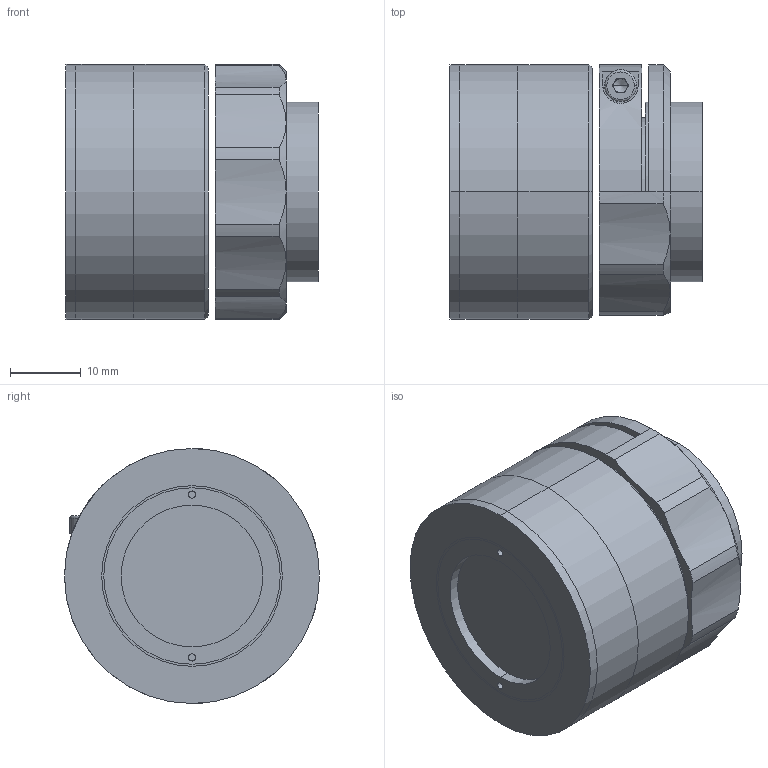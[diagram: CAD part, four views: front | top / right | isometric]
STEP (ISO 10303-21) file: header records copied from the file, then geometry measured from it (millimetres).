
FILE_DESCRIPTION (( 'STEP AP203' ), '1' );
FILE_NAME ('XF-MH04X82.STEP', '2020-04-10T08:19:31', ( 'puyufan' ), ( '' ), 'SwSTEP 2.0', 'SolidWorks 2014', '' );
FILE_SCHEMA (( 'CONFIG_CONTROL_DESIGN' ));
Length unit declared in the file: millimetre
Products named in the file (1): XF-MH04X82
Bounding box: 35.59 x 36 x 36 mm (x, y, z)
Surface area: 10414.5 mm2 (no closed solid volume)
Topology: 0 solids, 9 shells, 81 faces, 220 edges, 149 vertices
Faces by surface type: cylinder 37, plane 31, cone 11, torus 2
Entity records: 2732 total; most frequent: CARTESIAN_POINT 542, DIRECTION 493, ORIENTED_EDGE 372, EDGE_CURVE 218, AXIS2_PLACEMENT_3D 204, VERTEX_POINT 149, CIRCLE 122, EDGE_LOOP 100
